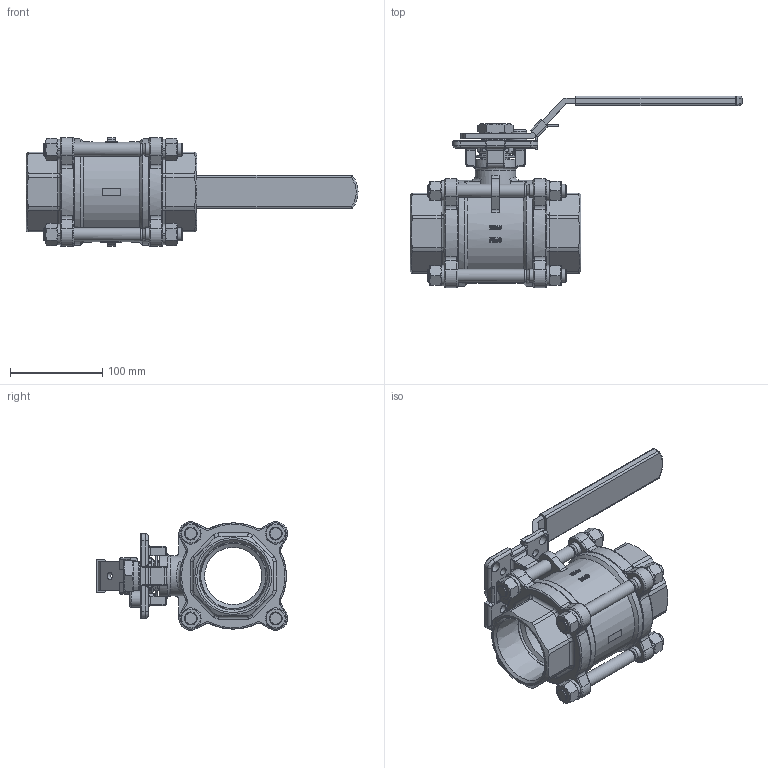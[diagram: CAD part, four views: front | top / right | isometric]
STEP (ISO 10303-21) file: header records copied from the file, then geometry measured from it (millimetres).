
FILE_DESCRIPTION (( 'STEP AP203' ), '1' );
FILE_NAME ('KV-L30-NPS2.5-忒梟.STEP', '2024-10-23T07:55:51', ( 'Sky123.Org' ), ( 'Sky123.Org' ), 'SwSTEP 2.0', 'SolidWorks 2013', '' );
FILE_SCHEMA (( 'CONFIG_CONTROL_DESIGN' ));
Products named in the file (1): KV-L30-NPS2.5-忒梟
Bounding box: 359.55 x 207.32 x 117.92 mm (x, y, z)
Volume: 1290399.7 mm3; surface area: 315827.8 mm2
Topology: 36 solids, 36 shells, 1201 faces, 2999 edges, 1884 vertices
Faces by surface type: plane 512, cylinder 335, bspline 232, cone 122
Full cylindrical faces by diameter (mm): 6.647 x1, 8 x3, 8.5 x4, 9 x1, 11 x4, 11.835 x8, 14 x12, 14.5 x2, 14.9 x8, 15 x8, 18 x1, 20.637 x2, 21.7 x1, 22.1 x8, 22.225 x1, 22.35 x2, 24 x2, 30 x2, 31 x1, 44 x1, 44.45 x2, 48 x1, 62 x2, 65 x1, 70.6 x2, 115 x2
Entity records: 69797 total; most frequent: CARTESIAN_POINT 44166, ORIENTED_EDGE 5476, DIRECTION 4632, EDGE_CURVE 2738, VERTEX_POINT 1803, AXIS2_PLACEMENT_3D 1682, EDGE_LOOP 1485, FACE_OUTER_BOUND 1281
